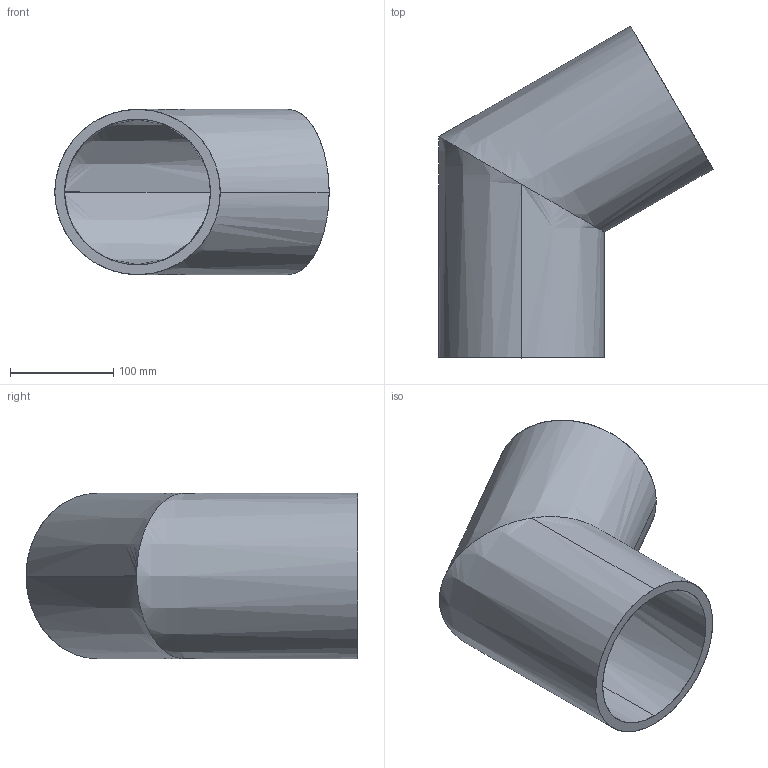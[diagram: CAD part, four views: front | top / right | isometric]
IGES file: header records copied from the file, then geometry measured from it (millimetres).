
Start section: SolidWorks IGES file using analytic representation for surfaces
Global section: file name: Elbow 60° SDR17 001 115 3028 0160.igs; native system: SolidWorks 2019; preprocessor: SolidWorks 2019; author: s.saglam; date: 191211.130135; units: millimetre
Bounding box: 265.49 x 321.28 x 160 mm (x, y, z)
Surface area: 326711.5 mm2 (no closed solid volume)
Topology: 0 solids, 0 shells, 10 faces, 536 edges, 536 vertices
Faces by surface type: revolution 8, bspline 2
